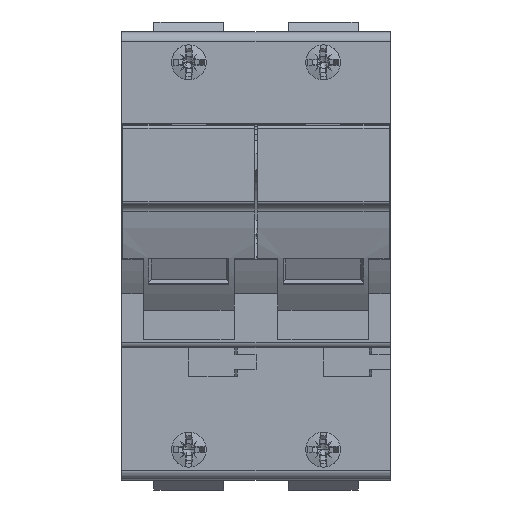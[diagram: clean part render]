
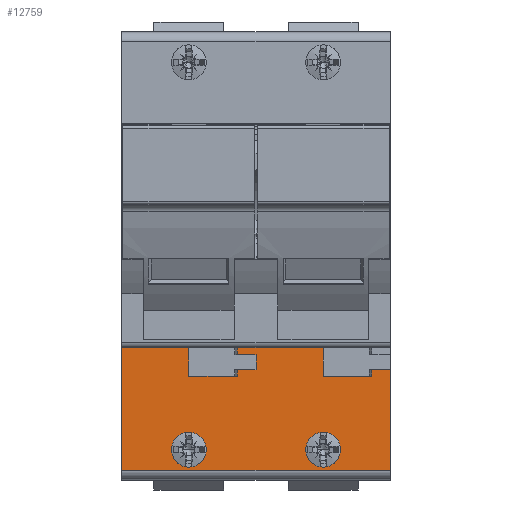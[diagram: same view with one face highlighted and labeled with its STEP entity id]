
A CAD part, front view. The second image highlights one B-rep face of the part: STEP entity #12759.
In plain terms, the highlighted planar face has unit normal (0, -1, 0).
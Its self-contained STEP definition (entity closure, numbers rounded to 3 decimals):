
#115=DIRECTION('',(0.,0.,1.));
#116=VECTOR('',#115,24.6);
#117=CARTESIAN_POINT('',(-40.5,-43.5,-64.8));
#118=LINE('',#117,#116);
#1070=DIRECTION('',(1.,0.,0.));
#1071=VECTOR('',#1070,54.);
#1072=CARTESIAN_POINT('',(-40.5,-43.5,-64.8));
#1073=LINE('',#1072,#1071);
#1088=DIRECTION('',(1.,0.,0.));
#1089=VECTOR('',#1088,9.75);
#1090=CARTESIAN_POINT('',(0.,-43.5,-46.));
#1091=LINE('',#1090,#1089);
#1092=DIRECTION('',(-1.,0.,0.));
#1093=VECTOR('',#1092,3.75);
#1094=CARTESIAN_POINT('',(13.5,-43.5,-44.6));
#1095=LINE('',#1094,#1093);
#1096=DIRECTION('',(1.,0.,0.));
#1097=VECTOR('',#1096,13.5);
#1098=CARTESIAN_POINT('',(-40.5,-43.5,-40.2));
#1099=LINE('',#1098,#1097);
#1100=DIRECTION('',(1.,0.,0.));
#1101=VECTOR('',#1100,9.75);
#1102=CARTESIAN_POINT('',(-27.,-43.5,-46.));
#1103=LINE('',#1102,#1101);
#1104=DIRECTION('',(-1.,0.,0.));
#1105=VECTOR('',#1104,3.75);
#1106=CARTESIAN_POINT('',(-13.5,-43.5,-44.6));
#1107=LINE('',#1106,#1105);
#1108=DIRECTION('',(-1.,0.,0.));
#1109=VECTOR('',#1108,3.75);
#1110=CARTESIAN_POINT('',(-13.5,-43.5,-41.6));
#1111=LINE('',#1110,#1109);
#1112=CARTESIAN_POINT('',(-27.,-43.5,-60.7));
#1113=DIRECTION('',(0.,-1.,0.));
#1114=DIRECTION('',(0.,0.,1.));
#1115=AXIS2_PLACEMENT_3D('',#1112,#1113,#1114);
#1117=CARTESIAN_POINT('',(-27.,-43.5,-60.7));
#1118=DIRECTION('',(0.,-1.,0.));
#1119=DIRECTION('',(0.,0.,-1.));
#1120=AXIS2_PLACEMENT_3D('',#1117,#1118,#1119);
#1122=CARTESIAN_POINT('',(0.,-43.5,-60.7));
#1123=DIRECTION('',(0.,-1.,0.));
#1124=DIRECTION('',(0.,0.,1.));
#1125=AXIS2_PLACEMENT_3D('',#1122,#1123,#1124);
#1127=CARTESIAN_POINT('',(0.,-43.5,-60.7));
#1128=DIRECTION('',(0.,-1.,0.));
#1129=DIRECTION('',(0.,0.,-1.));
#1130=AXIS2_PLACEMENT_3D('',#1127,#1128,#1129);
#1144=DIRECTION('',(0.,0.,-1.));
#1145=VECTOR('',#1144,5.8);
#1146=CARTESIAN_POINT('',(0.,-43.5,-40.2));
#1147=LINE('',#1146,#1145);
#1156=DIRECTION('',(-1.,0.,0.));
#1157=VECTOR('',#1156,17.25);
#1158=CARTESIAN_POINT('',(0.,-43.5,-40.2));
#1159=LINE('',#1158,#1157);
#2284=DIRECTION('',(0.,0.,-1.));
#2285=VECTOR('',#2284,20.2);
#2286=CARTESIAN_POINT('',(13.5,-43.5,-44.6));
#2287=LINE('',#2286,#2285);
#4252=DIRECTION('',(0.,0.,1.));
#4253=VECTOR('',#4252,1.4);
#4254=CARTESIAN_POINT('',(9.75,-43.5,-46.));
#4255=LINE('',#4254,#4253);
#4557=DIRECTION('',(0.,0.,-1.));
#4558=VECTOR('',#4557,1.4);
#4559=CARTESIAN_POINT('',(-17.25,-43.5,-40.2));
#4560=LINE('',#4559,#4558);
#4577=DIRECTION('',(0.,0.,1.));
#4578=VECTOR('',#4577,3.);
#4579=CARTESIAN_POINT('',(-13.5,-43.5,-44.6));
#4580=LINE('',#4579,#4578);
#4617=DIRECTION('',(0.,0.,1.));
#4618=VECTOR('',#4617,1.4);
#4619=CARTESIAN_POINT('',(-17.25,-43.5,-46.));
#4620=LINE('',#4619,#4618);
#4645=DIRECTION('',(0.,0.,-1.));
#4646=VECTOR('',#4645,5.8);
#4647=CARTESIAN_POINT('',(-27.,-43.5,-40.2));
#4648=LINE('',#4647,#4646);
#9152=CARTESIAN_POINT('',(-40.5,-43.5,-40.2));
#9153=VERTEX_POINT('',#9152);
#9155=CARTESIAN_POINT('',(-40.5,-43.5,-64.8));
#9157=VERTEX_POINT('',#9155);
#9624=CARTESIAN_POINT('',(-17.25,-43.5,-40.2));
#9625=CARTESIAN_POINT('',(-17.25,-43.5,-41.6));
#9626=VERTEX_POINT('',#9624);
#9627=VERTEX_POINT('',#9625);
#9632=CARTESIAN_POINT('',(-17.25,-43.5,-46.));
#9633=CARTESIAN_POINT('',(-17.25,-43.5,-44.6));
#9634=VERTEX_POINT('',#9632);
#9635=VERTEX_POINT('',#9633);
#9718=CARTESIAN_POINT('',(-27.,-43.5,-40.2));
#9720=VERTEX_POINT('',#9718);
#9730=CARTESIAN_POINT('',(-27.,-43.5,-46.));
#9731=VERTEX_POINT('',#9730);
#9732=CARTESIAN_POINT('',(-27.,-43.5,-57.2));
#9733=CARTESIAN_POINT('',(-27.,-43.5,-64.2));
#9734=VERTEX_POINT('',#9732);
#9735=VERTEX_POINT('',#9733);
#10400=CARTESIAN_POINT('',(-13.5,-43.5,-41.6));
#10401=VERTEX_POINT('',#10400);
#10402=CARTESIAN_POINT('',(-13.5,-43.5,-44.6));
#10403=VERTEX_POINT('',#10402);
#10504=CARTESIAN_POINT('',(13.5,-43.5,-64.8));
#10506=VERTEX_POINT('',#10504);
#10710=CARTESIAN_POINT('',(13.5,-43.5,-44.6));
#10711=VERTEX_POINT('',#10710);
#10720=CARTESIAN_POINT('',(9.75,-43.5,-46.));
#10721=CARTESIAN_POINT('',(9.75,-43.5,-44.6));
#10722=VERTEX_POINT('',#10720);
#10723=VERTEX_POINT('',#10721);
#10868=CARTESIAN_POINT('',(0.,-43.5,-40.2));
#10870=VERTEX_POINT('',#10868);
#10874=CARTESIAN_POINT('',(0.,-43.5,-46.));
#10875=VERTEX_POINT('',#10874);
#10876=CARTESIAN_POINT('',(0.,-43.5,-57.2));
#10877=CARTESIAN_POINT('',(0.,-43.5,-64.2));
#10878=VERTEX_POINT('',#10876);
#10879=VERTEX_POINT('',#10877);
#12710=CARTESIAN_POINT('',(-27.,-43.5,-40.2));
#12711=DIRECTION('',(0.,-1.,0.));
#12712=DIRECTION('',(0.,0.,-1.));
#12713=AXIS2_PLACEMENT_3D('',#12710,#12711,#12712);
#12714=PLANE('',#12713);
#12716=ORIENTED_EDGE('',*,*,#12715,.T.);
#12718=ORIENTED_EDGE('',*,*,#12717,.T.);
#12720=ORIENTED_EDGE('',*,*,#12719,.T.);
#12722=ORIENTED_EDGE('',*,*,#12721,.F.);
#12724=ORIENTED_EDGE('',*,*,#12723,.T.);
#12725=ORIENTED_EDGE('',*,*,#12701,.F.);
#12726=ORIENTED_EDGE('',*,*,#11721,.T.);
#12728=ORIENTED_EDGE('',*,*,#12727,.T.);
#12730=ORIENTED_EDGE('',*,*,#12729,.T.);
#12732=ORIENTED_EDGE('',*,*,#12731,.T.);
#12734=ORIENTED_EDGE('',*,*,#12733,.T.);
#12736=ORIENTED_EDGE('',*,*,#12735,.F.);
#12738=ORIENTED_EDGE('',*,*,#12737,.T.);
#12740=ORIENTED_EDGE('',*,*,#12739,.T.);
#12742=ORIENTED_EDGE('',*,*,#12741,.F.);
#12744=ORIENTED_EDGE('',*,*,#12743,.F.);
#12745=EDGE_LOOP('',(#12716,#12718,#12720,#12722,#12724,#12725,#12726,#12728,
#12730,#12732,#12734,#12736,#12738,#12740,#12742,#12744));
#12746=FACE_OUTER_BOUND('',#12745,.F.);
#12748=ORIENTED_EDGE('',*,*,#12747,.T.);
#12750=ORIENTED_EDGE('',*,*,#12749,.T.);
#12751=EDGE_LOOP('',(#12748,#12750));
#12752=FACE_BOUND('',#12751,.F.);
#12754=ORIENTED_EDGE('',*,*,#12753,.T.);
#12756=ORIENTED_EDGE('',*,*,#12755,.T.);
#12757=EDGE_LOOP('',(#12754,#12756));
#12758=FACE_BOUND('',#12757,.F.);
#12759=ADVANCED_FACE('',(#12746,#12752,#12758),#12714,.T.);
#1116=CIRCLE('',#1115,3.5);
#1121=CIRCLE('',#1120,3.5);
#1126=CIRCLE('',#1125,3.5);
#1131=CIRCLE('',#1130,3.5);
#11721=EDGE_CURVE('',#9157,#9153,#118,.T.);
#12701=EDGE_CURVE('',#9157,#10506,#1073,.T.);
#12715=EDGE_CURVE('',#10870,#10875,#1147,.T.);
#12717=EDGE_CURVE('',#10875,#10722,#1091,.T.);
#12719=EDGE_CURVE('',#10722,#10723,#4255,.T.);
#12721=EDGE_CURVE('',#10711,#10723,#1095,.T.);
#12723=EDGE_CURVE('',#10711,#10506,#2287,.T.);
#12727=EDGE_CURVE('',#9153,#9720,#1099,.T.);
#12729=EDGE_CURVE('',#9720,#9731,#4648,.T.);
#12731=EDGE_CURVE('',#9731,#9634,#1103,.T.);
#12733=EDGE_CURVE('',#9634,#9635,#4620,.T.);
#12735=EDGE_CURVE('',#10403,#9635,#1107,.T.);
#12737=EDGE_CURVE('',#10403,#10401,#4580,.T.);
#12739=EDGE_CURVE('',#10401,#9627,#1111,.T.);
#12741=EDGE_CURVE('',#9626,#9627,#4560,.T.);
#12743=EDGE_CURVE('',#10870,#9626,#1159,.T.);
#12747=EDGE_CURVE('',#9734,#9735,#1116,.T.);
#12749=EDGE_CURVE('',#9735,#9734,#1121,.T.);
#12753=EDGE_CURVE('',#10878,#10879,#1126,.T.);
#12755=EDGE_CURVE('',#10879,#10878,#1131,.T.);
